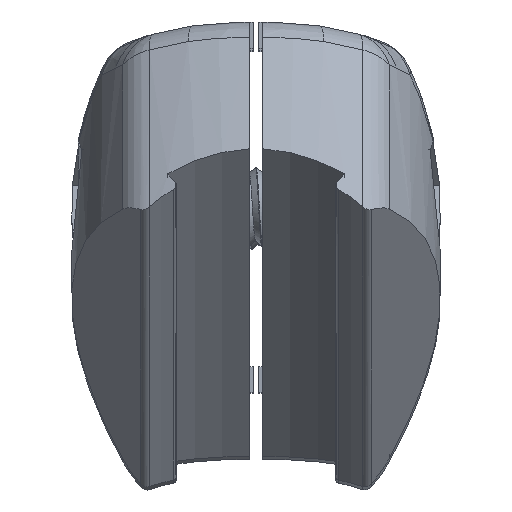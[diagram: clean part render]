
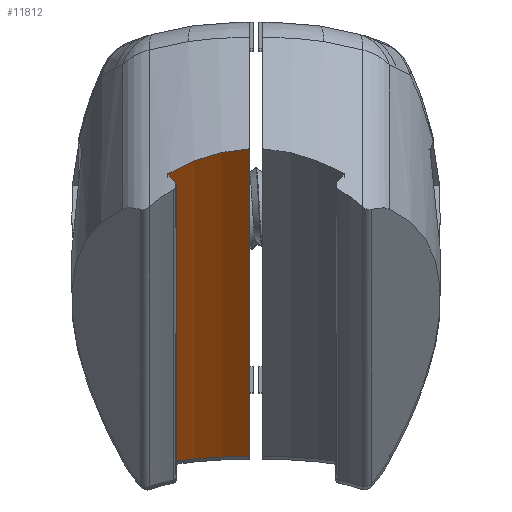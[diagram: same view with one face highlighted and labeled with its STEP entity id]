
A CAD part, top view. The second image highlights one B-rep face of the part: STEP entity #11812.
In plain terms, the highlighted cylindrical face has radius 14.2 mm (diameter 28.4 mm), a partial arc.
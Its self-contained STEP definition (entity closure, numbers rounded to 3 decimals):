
#736 = CYLINDRICAL_SURFACE ( 'NONE', #10217, 14.2 ) ;
#881 = EDGE_LOOP ( 'NONE', ( #11959, #9470, #1338, #11068 ) ) ;
#913 = CARTESIAN_POINT ( 'NONE',  ( 1.538, -18.942, -63.182 ) ) ;
#989 = CARTESIAN_POINT ( 'NONE',  ( 3.694, -19.052, -63.699 ) ) ;
#1022 = CARTESIAN_POINT ( 'NONE',  ( 6.694, -19.4, -65.031 ) ) ;
#1338 = ORIENTED_EDGE ( 'NONE', *, *, #4534, .F. ) ;
#1582 = VECTOR ( 'NONE', #3688, 1000. ) ;
#2027 = CARTESIAN_POINT ( 'NONE',  ( 4.899, -19.157, -64.131 ) ) ;
#2187 = DIRECTION ( 'NONE',  ( 0., 0.707, -0.707 ) ) ;
#2235 = VERTEX_POINT ( 'NONE', #5415 ) ;
#2520 = VECTOR ( 'NONE', #2187, 1000. ) ;
#2922 = CARTESIAN_POINT ( 'NONE',  ( 4.643, -19.131, -64.029 ) ) ;
#3043 = CARTESIAN_POINT ( 'NONE',  ( 3.602, 3.829, -86.545 ) ) ;
#3289 = CARTESIAN_POINT ( 'NONE',  ( 6.694, -19.4, -65.031 ) ) ;
#3688 = DIRECTION ( 'NONE',  ( 0., 0.707, -0.707 ) ) ;
#3764 = LINE ( 'NONE', #8358, #1582 ) ;
#3825 = CARTESIAN_POINT ( 'NONE',  ( 0.5, -18.943, -63.128 ) ) ;
#3950 = B_SPLINE_CURVE_WITH_KNOTS ( 'NONE', 3,
 ( #9768, #14342, #4174, #2027, #2922, #4105, #7517, #11023, #10954, #989, #5288, #8716, #913, #4325 ),
 .UNSPECIFIED., .F., .F.,
 ( 4, 2, 2, 1, 1, 2, 2, 4 ),
 ( 0., 0.25, 0.375, 0.437, 0.469, 0.484, 0.5, 1. ),
 .UNSPECIFIED. ) ;
#4080 = EDGE_CURVE ( 'NONE', #9422, #14446, #3764, .T. ) ;
#4105 = CARTESIAN_POINT ( 'NONE',  ( 4.262, -19.097, -63.888 ) ) ;
#4174 = CARTESIAN_POINT ( 'NONE',  ( 5.667, -19.244, -64.468 ) ) ;
#4325 = CARTESIAN_POINT ( 'NONE',  ( 0.5, -18.943, -63.128 ) ) ;
#4483 = CARTESIAN_POINT ( 'NONE',  ( 1.542, 4.286, -86.45 ) ) ;
#4534 = EDGE_CURVE ( 'NONE', #11283, #2235, #13468, .T. ) ;
#5251 = CARTESIAN_POINT ( 'NONE',  ( 0., -52.326, -49.815 ) ) ;
#5288 = CARTESIAN_POINT ( 'NONE',  ( 3.664, -19.05, -63.69 ) ) ;
#5415 = CARTESIAN_POINT ( 'NONE',  ( 6.694, 2.469, -86.9 ) ) ;
#5641 = CARTESIAN_POINT ( 'NONE',  ( 0.5, 4.372, -86.443 ) ) ;
#6757 = CARTESIAN_POINT ( 'NONE',  ( 3.405, 3.887, -86.532 ) ) ;
#7012 = CARTESIAN_POINT ( 'NONE',  ( 1.019, 4.345, -86.442 ) ) ;
#7517 = CARTESIAN_POINT ( 'NONE',  ( 4.072, -19.08, -63.821 ) ) ;
#7572 = CARTESIAN_POINT ( 'NONE',  ( 6.694, 2.469, -86.9 ) ) ;
#7614 = FACE_OUTER_BOUND ( 'NONE', #881, .T. ) ;
#7705 = EDGE_CURVE ( 'NONE', #14446, #2235, #10723, .T. ) ;
#7891 = CARTESIAN_POINT ( 'NONE',  ( 2.327, 4.148, -86.476 ) ) ;
#7967 = CARTESIAN_POINT ( 'NONE',  ( 0.5, 4.372, -86.443 ) ) ;
#8358 = CARTESIAN_POINT ( 'NONE',  ( 0.5, -18.943, -63.128 ) ) ;
#8716 = CARTESIAN_POINT ( 'NONE',  ( 2.591, -18.974, -63.364 ) ) ;
#9422 = VERTEX_POINT ( 'NONE', #3825 ) ;
#9470 = ORIENTED_EDGE ( 'NONE', *, *, #7705, .T. ) ;
#9768 = CARTESIAN_POINT ( 'NONE',  ( 6.694, -19.4, -65.031 ) ) ;
#9889 = CARTESIAN_POINT ( 'NONE',  ( 3.177, 3.951, -86.518 ) ) ;
#10040 = CARTESIAN_POINT ( 'NONE',  ( 2.589, 4.094, -86.487 ) ) ;
#10217 = AXIS2_PLACEMENT_3D ( 'NONE', #5251, #14588, #12227 ) ;
#10723 = B_SPLINE_CURVE_WITH_KNOTS ( 'NONE', 3,
 ( #7967, #7012, #4483, #7891, #10040, #11225, #9889, #6757, #14466, #14393, #3043, #13440, #14323, #7572 ),
 .UNSPECIFIED., .F., .F.,
 ( 4, 2, 2, 1, 1, 2, 2, 4 ),
 ( 0., 0.25, 0.375, 0.437, 0.469, 0.484, 0.5, 1. ),
 .UNSPECIFIED. ) ;
#10954 = CARTESIAN_POINT ( 'NONE',  ( 3.757, -19.056, -63.719 ) ) ;
#11023 = CARTESIAN_POINT ( 'NONE',  ( 3.851, -19.063, -63.748 ) ) ;
#11068 = ORIENTED_EDGE ( 'NONE', *, *, #14149, .T. ) ;
#11225 = CARTESIAN_POINT ( 'NONE',  ( 2.981, 4.001, -86.507 ) ) ;
#11283 = VERTEX_POINT ( 'NONE', #1022 ) ;
#11812 = ADVANCED_FACE ( 'NONE', ( #7614 ), #736, .F. ) ;
#11959 = ORIENTED_EDGE ( 'NONE', *, *, #4080, .T. ) ;
#12227 = DIRECTION ( 'NONE',  ( 0., 0.707, 0.707 ) ) ;
#13440 = CARTESIAN_POINT ( 'NONE',  ( 4.636, 3.515, -86.618 ) ) ;
#13468 = LINE ( 'NONE', #3289, #2520 ) ;
#14149 = EDGE_CURVE ( 'NONE', #11283, #9422, #3950, .T. ) ;
#14323 = CARTESIAN_POINT ( 'NONE',  ( 5.671, 3.072, -86.729 ) ) ;
#14342 = CARTESIAN_POINT ( 'NONE',  ( 6.182, -19.314, -64.73 ) ) ;
#14393 = CARTESIAN_POINT ( 'NONE',  ( 3.568, 3.839, -86.543 ) ) ;
#14446 = VERTEX_POINT ( 'NONE', #5641 ) ;
#14466 = CARTESIAN_POINT ( 'NONE',  ( 3.503, 3.859, -86.539 ) ) ;
#14588 = DIRECTION ( 'NONE',  ( 0., 0.707, -0.707 ) ) ;
